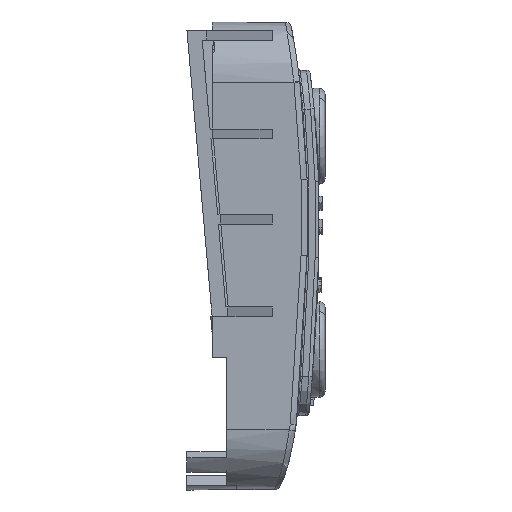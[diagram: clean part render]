
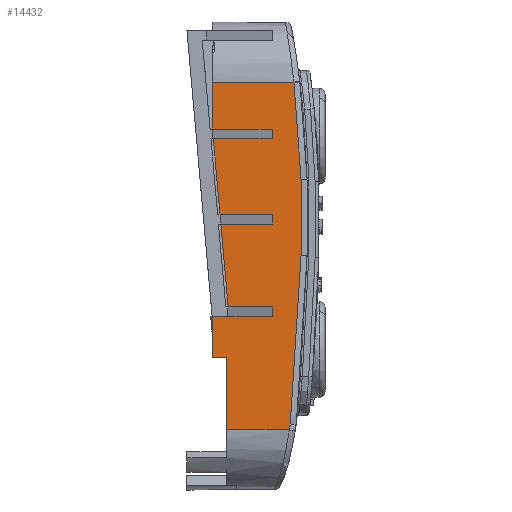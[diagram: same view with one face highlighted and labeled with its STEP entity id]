
A CAD part, left-side view. The second image highlights one B-rep face of the part: STEP entity #14432.
In plain terms, the highlighted planar face has unit normal (-1, 0, 0).
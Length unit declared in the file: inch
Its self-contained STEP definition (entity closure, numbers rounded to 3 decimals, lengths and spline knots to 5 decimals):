
#1321=FACE_OUTER_BOUND('',#2180,.T.);
#2180=EDGE_LOOP('',(#13163,#13164,#13165,#13166,#13167,#13168,#13169,#13170,
#13171,#13172,#13173,#13174,#13175,#13176,#13177,#13178,#13179,#13180,#13181,
#13182,#13183,#13184,#13185,#13186));
#3136=LINE('',#33436,#4168);
#3137=LINE('',#33544,#4169);
#3138=LINE('',#33548,#4170);
#3140=LINE('',#33552,#4172);
#3142=LINE('',#33557,#4174);
#3146=LINE('',#33566,#4178);
#3152=LINE('',#33576,#4184);
#3153=LINE('',#33579,#4185);
#3155=LINE('',#33583,#4187);
#3158=LINE('',#33589,#4190);
#3163=LINE('',#33597,#4195);
#3164=LINE('',#33602,#4196);
#3166=LINE('',#33606,#4198);
#3168=LINE('',#33612,#4200);
#3172=LINE('',#33644,#4204);
#3174=LINE('',#33649,#4206);
#3177=LINE('',#33654,#4209);
#3188=LINE('',#33676,#4220);
#3204=LINE('',#33707,#4236);
#3206=LINE('',#33710,#4238);
#4168=VECTOR('',#17246,0.3937);
#4169=VECTOR('',#17249,0.3937);
#4170=VECTOR('',#17254,0.3937);
#4172=VECTOR('',#17258,0.3937);
#4174=VECTOR('',#17262,0.3937);
#4178=VECTOR('',#17268,0.3937);
#4184=VECTOR('',#17276,0.3937);
#4185=VECTOR('',#17279,0.3937);
#4187=VECTOR('',#17283,0.3937);
#4190=VECTOR('',#17288,0.3937);
#4195=VECTOR('',#17295,0.3937);
#4196=VECTOR('',#17300,0.3937);
#4198=VECTOR('',#17304,0.3937);
#4200=VECTOR('',#17312,0.3937);
#4204=VECTOR('',#17318,0.3937);
#4206=VECTOR('',#17322,0.3937);
#4209=VECTOR('',#17327,0.3937);
#4220=VECTOR('',#17348,0.3937);
#4236=VECTOR('',#17372,0.3937);
#4238=VECTOR('',#17376,0.3937);
#5204=B_SPLINE_CURVE_WITH_KNOTS('',3,(#33402,#33403,#33404,#33405),
 .UNSPECIFIED.,.F.,.F.,(4,4),(0.,2.04142),.UNSPECIFIED.);
#5207=B_SPLINE_CURVE_WITH_KNOTS('',3,(#33486,#33487,#33488,#33489),
 .UNSPECIFIED.,.F.,.F.,(4,4),(0.0016,3.57807),
 .UNSPECIFIED.);
#5209=B_SPLINE_CURVE_WITH_KNOTS('',3,(#33538,#33539,#33540,#33541),
 .UNSPECIFIED.,.F.,.F.,(4,4),(0.00424,0.13273),
 .UNSPECIFIED.);
#5210=B_SPLINE_CURVE_WITH_KNOTS('',3,(#33633,#33634,#33635,#33636),
 .UNSPECIFIED.,.F.,.F.,(4,4),(0.,0.01571),.UNSPECIFIED.);
#6667=VERTEX_POINT('',#33218);
#6676=VERTEX_POINT('',#33285);
#6704=VERTEX_POINT('',#33399);
#6705=VERTEX_POINT('',#33401);
#6706=VERTEX_POINT('',#33435);
#6707=VERTEX_POINT('',#33485);
#6708=VERTEX_POINT('',#33543);
#6709=VERTEX_POINT('',#33547);
#6710=VERTEX_POINT('',#33551);
#6711=VERTEX_POINT('',#33555);
#6712=VERTEX_POINT('',#33556);
#6715=VERTEX_POINT('',#33564);
#6716=VERTEX_POINT('',#33565);
#6719=VERTEX_POINT('',#33573);
#6720=VERTEX_POINT('',#33578);
#6721=VERTEX_POINT('',#33582);
#6723=VERTEX_POINT('',#33588);
#6725=VERTEX_POINT('',#33594);
#6727=VERTEX_POINT('',#33601);
#6728=VERTEX_POINT('',#33605);
#6730=VERTEX_POINT('',#33638);
#6734=VERTEX_POINT('',#33647);
#6741=VERTEX_POINT('',#33675);
#6752=VERTEX_POINT('',#33706);
#8826=EDGE_CURVE('',#6704,#6705,#5204,.T.);
#8828=EDGE_CURVE('',#6705,#6706,#3136,.T.);
#8830=EDGE_CURVE('',#6706,#6707,#5207,.T.);
#8832=EDGE_CURVE('',#6707,#6667,#5209,.T.);
#8833=EDGE_CURVE('',#6708,#6667,#3137,.T.);
#8835=EDGE_CURVE('',#6708,#6709,#3138,.T.);
#8837=EDGE_CURVE('',#6709,#6710,#3140,.T.);
#8839=EDGE_CURVE('',#6711,#6712,#3142,.T.);
#8843=EDGE_CURVE('',#6715,#6716,#3146,.T.);
#8849=EDGE_CURVE('',#6719,#6715,#3152,.T.);
#8850=EDGE_CURVE('',#6720,#6719,#3153,.T.);
#8852=EDGE_CURVE('',#6721,#6720,#3155,.T.);
#8855=EDGE_CURVE('',#6723,#6721,#3158,.T.);
#8860=EDGE_CURVE('',#6725,#6723,#3163,.T.);
#8862=EDGE_CURVE('',#6727,#6725,#3164,.T.);
#8864=EDGE_CURVE('',#6728,#6727,#3166,.T.);
#8868=EDGE_CURVE('',#6728,#6676,#3168,.T.);
#8869=EDGE_CURVE('',#6676,#6704,#5210,.T.);
#8873=EDGE_CURVE('',#6730,#6711,#3172,.T.);
#8875=EDGE_CURVE('',#6716,#6734,#3174,.T.);
#8878=EDGE_CURVE('',#6734,#6730,#3177,.T.);
#8889=EDGE_CURVE('',#6741,#6710,#3188,.T.);
#8905=EDGE_CURVE('',#6712,#6752,#3204,.T.);
#8907=EDGE_CURVE('',#6752,#6741,#3206,.T.);
#13163=ORIENTED_EDGE('',*,*,#8869,.F.);
#13164=ORIENTED_EDGE('',*,*,#8868,.F.);
#13165=ORIENTED_EDGE('',*,*,#8864,.T.);
#13166=ORIENTED_EDGE('',*,*,#8862,.T.);
#13167=ORIENTED_EDGE('',*,*,#8860,.T.);
#13168=ORIENTED_EDGE('',*,*,#8855,.T.);
#13169=ORIENTED_EDGE('',*,*,#8852,.T.);
#13170=ORIENTED_EDGE('',*,*,#8850,.T.);
#13171=ORIENTED_EDGE('',*,*,#8849,.T.);
#13172=ORIENTED_EDGE('',*,*,#8843,.T.);
#13173=ORIENTED_EDGE('',*,*,#8875,.T.);
#13174=ORIENTED_EDGE('',*,*,#8878,.T.);
#13175=ORIENTED_EDGE('',*,*,#8873,.T.);
#13176=ORIENTED_EDGE('',*,*,#8839,.T.);
#13177=ORIENTED_EDGE('',*,*,#8905,.T.);
#13178=ORIENTED_EDGE('',*,*,#8907,.T.);
#13179=ORIENTED_EDGE('',*,*,#8889,.T.);
#13180=ORIENTED_EDGE('',*,*,#8837,.F.);
#13181=ORIENTED_EDGE('',*,*,#8835,.F.);
#13182=ORIENTED_EDGE('',*,*,#8833,.T.);
#13183=ORIENTED_EDGE('',*,*,#8832,.F.);
#13184=ORIENTED_EDGE('',*,*,#8830,.F.);
#13185=ORIENTED_EDGE('',*,*,#8828,.F.);
#13186=ORIENTED_EDGE('',*,*,#8826,.F.);
#13637=PLANE('',#15090);
#14432=ADVANCED_FACE('',(#1321),#13637,.T.);
#15090=AXIS2_PLACEMENT_3D('',#33709,#17374,#17375);
#17246=DIRECTION('',(0.,0.,-1.));
#17249=DIRECTION('',(0.,-1.,0.));
#17254=DIRECTION('',(0.,0.,1.));
#17258=DIRECTION('',(0.,1.,0.));
#17262=DIRECTION('',(0.,0.,-1.));
#17268=DIRECTION('',(0.,0.,-1.));
#17276=DIRECTION('',(0.,-1.,0.));
#17279=DIRECTION('',(0.,-0.088,-0.996));
#17283=DIRECTION('',(0.,1.,0.));
#17288=DIRECTION('',(0.,0.,-1.));
#17295=DIRECTION('',(0.,-1.,0.));
#17300=DIRECTION('',(0.,-0.088,-0.996));
#17304=DIRECTION('',(0.,0.,-1.));
#17312=DIRECTION('',(0.,-1.,0.));
#17318=DIRECTION('',(0.,-1.,0.));
#17322=DIRECTION('',(0.,1.,0.));
#17327=DIRECTION('',(0.,-0.088,-0.996));
#17348=DIRECTION('',(0.,0.,-1.));
#17372=DIRECTION('',(0.,1.,0.));
#17374=DIRECTION('center_axis',(-1.,0.,0.));
#17375=DIRECTION('ref_axis',(0.,0.,-1.));
#17376=DIRECTION('',(0.,0.088,0.996));
#33218=CARTESIAN_POINT('',(-4.50181,-0.64201,0.59394));
#33285=CARTESIAN_POINT('',(-4.50181,-0.67992,3.48894));
#33399=CARTESIAN_POINT('',(-4.50181,-0.68068,3.4828));
#33401=CARTESIAN_POINT('',(-4.50181,-0.74,2.68159));
#33402=CARTESIAN_POINT('Ctrl Pts',(-4.50181,-0.68068,
3.4828));
#33403=CARTESIAN_POINT('Ctrl Pts',(-4.50181,-0.71358,
3.21693));
#33404=CARTESIAN_POINT('Ctrl Pts',(-4.50181,-0.73233,
2.94938));
#33405=CARTESIAN_POINT('Ctrl Pts',(-4.50181,-0.74,
2.68159));
#33435=CARTESIAN_POINT('',(-4.50181,-0.74,2.04876));
#33436=CARTESIAN_POINT('',(-4.50181,-0.74,3.08562));
#33485=CARTESIAN_POINT('',(-4.50181,-0.65038,0.64383));
#33486=CARTESIAN_POINT('Ctrl Pts',(-4.50181,-0.74,
2.04876));
#33487=CARTESIAN_POINT('Ctrl Pts',(-4.50181,-0.72814,
1.57956));
#33488=CARTESIAN_POINT('Ctrl Pts',(-4.50181,-0.69471,
1.11109));
#33489=CARTESIAN_POINT('Ctrl Pts',(-4.50181,-0.65038,
0.64383));
#33538=CARTESIAN_POINT('Ctrl Pts',(-4.50181,-0.65038,
0.64383));
#33539=CARTESIAN_POINT('Ctrl Pts',(-4.50181,-0.64767,
0.62719));
#33540=CARTESIAN_POINT('Ctrl Pts',(-4.50181,-0.64488,
0.61056));
#33541=CARTESIAN_POINT('Ctrl Pts',(-4.50181,-0.64201,
0.59394));
#33543=CARTESIAN_POINT('',(-4.50181,-0.12,0.59394));
#33544=CARTESIAN_POINT('',(-4.50181,0.,0.59394));
#33547=CARTESIAN_POINT('',(-4.50181,-0.12,1.19394));
#33548=CARTESIAN_POINT('',(-4.50181,-0.12,1.79144));
#33551=CARTESIAN_POINT('',(-4.50181,0.,1.19394));
#33552=CARTESIAN_POINT('',(-4.50181,-0.06,1.19394));
#33555=CARTESIAN_POINT('',(-4.50181,-0.49948,1.61744));
#33556=CARTESIAN_POINT('',(-4.50181,-0.49948,1.53744));
#33557=CARTESIAN_POINT('',(-4.50181,-0.49948,2.55319));
#33564=CARTESIAN_POINT('',(-4.50181,-0.49938,2.38744));
#33565=CARTESIAN_POINT('',(-4.50181,-0.49938,2.30744));
#33566=CARTESIAN_POINT('',(-4.50181,-0.49938,2.93819));
#33573=CARTESIAN_POINT('',(-4.50181,-0.06538,2.38744));
#33576=CARTESIAN_POINT('',(-4.50181,0.,2.38744));
#33578=CARTESIAN_POINT('',(-4.50181,-0.00989,3.01631));
#33579=CARTESIAN_POINT('',(-4.50181,0.00228,3.15421));
#33582=CARTESIAN_POINT('',(-4.50181,-0.49929,3.01631));
#33583=CARTESIAN_POINT('',(-4.50181,0.,3.01631));
#33588=CARTESIAN_POINT('',(-4.50181,-0.49929,3.09631));
#33589=CARTESIAN_POINT('',(-4.50181,-0.49929,3.29263));
#33594=CARTESIAN_POINT('',(-4.50181,-0.00283,3.09631));
#33597=CARTESIAN_POINT('',(-4.50181,0.,3.09631));
#33601=CARTESIAN_POINT('',(-4.50181,0.,3.12841));
#33602=CARTESIAN_POINT('',(-4.50181,0.00228,3.15421));
#33605=CARTESIAN_POINT('',(-4.50181,0.,3.48894));
#33606=CARTESIAN_POINT('',(-4.50181,0.,3.48894));
#33612=CARTESIAN_POINT('',(-4.50181,0.,3.48894));
#33633=CARTESIAN_POINT('Ctrl Pts',(-4.50181,-0.67992,
3.48894));
#33634=CARTESIAN_POINT('Ctrl Pts',(-4.50181,-0.68018,
3.4869));
#33635=CARTESIAN_POINT('Ctrl Pts',(-4.50181,-0.68043,
3.48485));
#33636=CARTESIAN_POINT('Ctrl Pts',(-4.50181,-0.68068,
3.4828));
#33638=CARTESIAN_POINT('',(-4.50181,-0.13332,1.61744));
#33644=CARTESIAN_POINT('',(-4.50181,0.,1.61744));
#33647=CARTESIAN_POINT('',(-4.50181,-0.07244,2.30744));
#33649=CARTESIAN_POINT('',(-4.50181,0.,2.30744));
#33654=CARTESIAN_POINT('',(-4.50181,0.00228,3.15421));
#33675=CARTESIAN_POINT('',(-4.50181,0.,1.54));
#33676=CARTESIAN_POINT('',(-4.50181,0.,3.48894));
#33706=CARTESIAN_POINT('',(-4.50181,-0.00023,1.53744));
#33707=CARTESIAN_POINT('',(-4.50181,0.,1.53744));
#33709=CARTESIAN_POINT('Origin',(-4.50181,0.,3.48894));
#33710=CARTESIAN_POINT('',(-4.50181,0.13691,3.0917));
